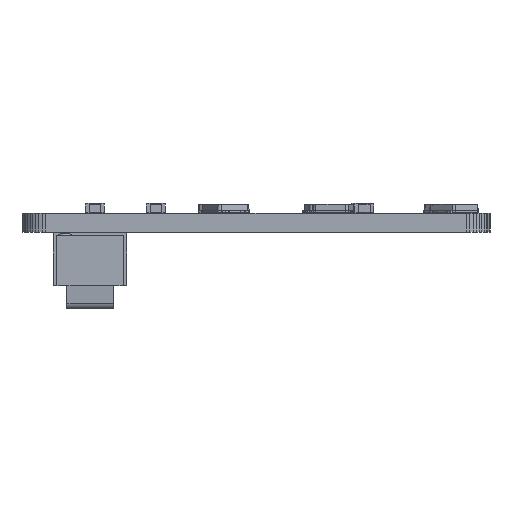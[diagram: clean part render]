
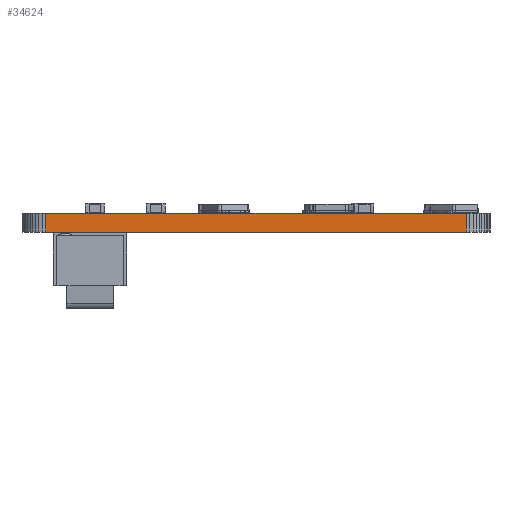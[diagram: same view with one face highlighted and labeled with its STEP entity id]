
A CAD part, left-side view. The second image highlights one B-rep face of the part: STEP entity #34624.
In plain terms, the highlighted planar face has unit normal (-1, 0, 0).
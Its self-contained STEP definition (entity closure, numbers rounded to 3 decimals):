
#26125 = PLANE('',#26126);
#26126 = AXIS2_PLACEMENT_3D('',#26127,#26128,#26129);
#26127 = CARTESIAN_POINT('',(80.1,-80.1,1.58));
#26128 = DIRECTION('',(-0.,-0.,-1.));
#26129 = DIRECTION('',(-1.,0.,0.));
#26179 = PLANE('',#26180);
#26180 = AXIS2_PLACEMENT_3D('',#26181,#26182,#26183);
#26181 = CARTESIAN_POINT('',(80.1,-80.1,0.));
#26182 = DIRECTION('',(-0.,-0.,-1.));
#26183 = DIRECTION('',(-1.,0.,0.));
#27212 = VERTEX_POINT('',#27213);
#27213 = CARTESIAN_POINT('',(60.2,-98.,0.));
#27227 = PLANE('',#27228);
#27228 = AXIS2_PLACEMENT_3D('',#27229,#27230,#27231);
#27229 = CARTESIAN_POINT('',(60.22,-98.285,0.));
#27230 = DIRECTION('',(-0.997,-0.071,0.));
#27231 = DIRECTION('',(-0.071,0.997,0.));
#27239 = EDGE_CURVE('',#27212,#27240,#27242,.T.);
#27240 = VERTEX_POINT('',#27241);
#27241 = CARTESIAN_POINT('',(60.2,-62.2,0.));
#27242 = SURFACE_CURVE('',#27243,(#27247,#27254),.PCURVE_S1.);
#27243 = LINE('',#27244,#27245);
#27244 = CARTESIAN_POINT('',(60.2,-98.,0.));
#27245 = VECTOR('',#27246,1.);
#27246 = DIRECTION('',(0.,1.,0.));
#27247 = PCURVE('',#26179,#27248);
#27248 = DEFINITIONAL_REPRESENTATION('',(#27249),#27253);
#27249 = LINE('',#27250,#27251);
#27250 = CARTESIAN_POINT('',(19.9,-17.9));
#27251 = VECTOR('',#27252,1.);
#27252 = DIRECTION('',(0.,1.));
#27253 = ( GEOMETRIC_REPRESENTATION_CONTEXT(2) 
PARAMETRIC_REPRESENTATION_CONTEXT() REPRESENTATION_CONTEXT('2D SPACE',''
  ) );
#27254 = PCURVE('',#27255,#27260);
#27255 = PLANE('',#27256);
#27256 = AXIS2_PLACEMENT_3D('',#27257,#27258,#27259);
#27257 = CARTESIAN_POINT('',(60.2,-98.,0.));
#27258 = DIRECTION('',(-1.,0.,0.));
#27259 = DIRECTION('',(0.,1.,0.));
#27260 = DEFINITIONAL_REPRESENTATION('',(#27261),#27265);
#27261 = LINE('',#27262,#27263);
#27262 = CARTESIAN_POINT('',(0.,0.));
#27263 = VECTOR('',#27264,1.);
#27264 = DIRECTION('',(1.,0.));
#27265 = ( GEOMETRIC_REPRESENTATION_CONTEXT(2) 
PARAMETRIC_REPRESENTATION_CONTEXT() REPRESENTATION_CONTEXT('2D SPACE',''
  ) );
#27283 = PLANE('',#27284);
#27284 = AXIS2_PLACEMENT_3D('',#27285,#27286,#27287);
#27285 = CARTESIAN_POINT('',(60.2,-62.2,0.));
#27286 = DIRECTION('',(-0.997,0.071,0.));
#27287 = DIRECTION('',(0.071,0.997,0.));
#31244 = VERTEX_POINT('',#31245);
#31245 = CARTESIAN_POINT('',(60.2,-98.,1.58));
#31266 = EDGE_CURVE('',#31244,#31267,#31269,.T.);
#31267 = VERTEX_POINT('',#31268);
#31268 = CARTESIAN_POINT('',(60.2,-62.2,1.58));
#31269 = SURFACE_CURVE('',#31270,(#31274,#31281),.PCURVE_S1.);
#31270 = LINE('',#31271,#31272);
#31271 = CARTESIAN_POINT('',(60.2,-98.,1.58));
#31272 = VECTOR('',#31273,1.);
#31273 = DIRECTION('',(0.,1.,0.));
#31274 = PCURVE('',#26125,#31275);
#31275 = DEFINITIONAL_REPRESENTATION('',(#31276),#31280);
#31276 = LINE('',#31277,#31278);
#31277 = CARTESIAN_POINT('',(19.9,-17.9));
#31278 = VECTOR('',#31279,1.);
#31279 = DIRECTION('',(0.,1.));
#31280 = ( GEOMETRIC_REPRESENTATION_CONTEXT(2) 
PARAMETRIC_REPRESENTATION_CONTEXT() REPRESENTATION_CONTEXT('2D SPACE',''
  ) );
#31281 = PCURVE('',#27255,#31282);
#31282 = DEFINITIONAL_REPRESENTATION('',(#31283),#31287);
#31283 = LINE('',#31284,#31285);
#31284 = CARTESIAN_POINT('',(0.,-1.58));
#31285 = VECTOR('',#31286,1.);
#31286 = DIRECTION('',(1.,0.));
#31287 = ( GEOMETRIC_REPRESENTATION_CONTEXT(2) 
PARAMETRIC_REPRESENTATION_CONTEXT() REPRESENTATION_CONTEXT('2D SPACE',''
  ) );
#34574 = EDGE_CURVE('',#27240,#31267,#34575,.T.);
#34575 = SURFACE_CURVE('',#34576,(#34580,#34587),.PCURVE_S1.);
#34576 = LINE('',#34577,#34578);
#34577 = CARTESIAN_POINT('',(60.2,-62.2,0.));
#34578 = VECTOR('',#34579,1.);
#34579 = DIRECTION('',(0.,0.,1.));
#34580 = PCURVE('',#27283,#34581);
#34581 = DEFINITIONAL_REPRESENTATION('',(#34582),#34586);
#34582 = LINE('',#34583,#34584);
#34583 = CARTESIAN_POINT('',(0.,0.));
#34584 = VECTOR('',#34585,1.);
#34585 = DIRECTION('',(0.,-1.));
#34586 = ( GEOMETRIC_REPRESENTATION_CONTEXT(2) 
PARAMETRIC_REPRESENTATION_CONTEXT() REPRESENTATION_CONTEXT('2D SPACE',''
  ) );
#34587 = PCURVE('',#27255,#34588);
#34588 = DEFINITIONAL_REPRESENTATION('',(#34589),#34593);
#34589 = LINE('',#34590,#34591);
#34590 = CARTESIAN_POINT('',(35.8,0.));
#34591 = VECTOR('',#34592,1.);
#34592 = DIRECTION('',(0.,-1.));
#34593 = ( GEOMETRIC_REPRESENTATION_CONTEXT(2) 
PARAMETRIC_REPRESENTATION_CONTEXT() REPRESENTATION_CONTEXT('2D SPACE',''
  ) );
#34624 = ADVANCED_FACE('',(#34625),#27255,.T.);
#34625 = FACE_BOUND('',#34626,.T.);
#34626 = EDGE_LOOP('',(#34627,#34648,#34649,#34650));
#34627 = ORIENTED_EDGE('',*,*,#34628,.T.);
#34628 = EDGE_CURVE('',#27212,#31244,#34629,.T.);
#34629 = SURFACE_CURVE('',#34630,(#34634,#34641),.PCURVE_S1.);
#34630 = LINE('',#34631,#34632);
#34631 = CARTESIAN_POINT('',(60.2,-98.,0.));
#34632 = VECTOR('',#34633,1.);
#34633 = DIRECTION('',(0.,0.,1.));
#34634 = PCURVE('',#27255,#34635);
#34635 = DEFINITIONAL_REPRESENTATION('',(#34636),#34640);
#34636 = LINE('',#34637,#34638);
#34637 = CARTESIAN_POINT('',(0.,0.));
#34638 = VECTOR('',#34639,1.);
#34639 = DIRECTION('',(0.,-1.));
#34640 = ( GEOMETRIC_REPRESENTATION_CONTEXT(2) 
PARAMETRIC_REPRESENTATION_CONTEXT() REPRESENTATION_CONTEXT('2D SPACE',''
  ) );
#34641 = PCURVE('',#27227,#34642);
#34642 = DEFINITIONAL_REPRESENTATION('',(#34643),#34647);
#34643 = LINE('',#34644,#34645);
#34644 = CARTESIAN_POINT('',(0.285,0.));
#34645 = VECTOR('',#34646,1.);
#34646 = DIRECTION('',(0.,-1.));
#34647 = ( GEOMETRIC_REPRESENTATION_CONTEXT(2) 
PARAMETRIC_REPRESENTATION_CONTEXT() REPRESENTATION_CONTEXT('2D SPACE',''
  ) );
#34648 = ORIENTED_EDGE('',*,*,#31266,.T.);
#34649 = ORIENTED_EDGE('',*,*,#34574,.F.);
#34650 = ORIENTED_EDGE('',*,*,#27239,.F.);
